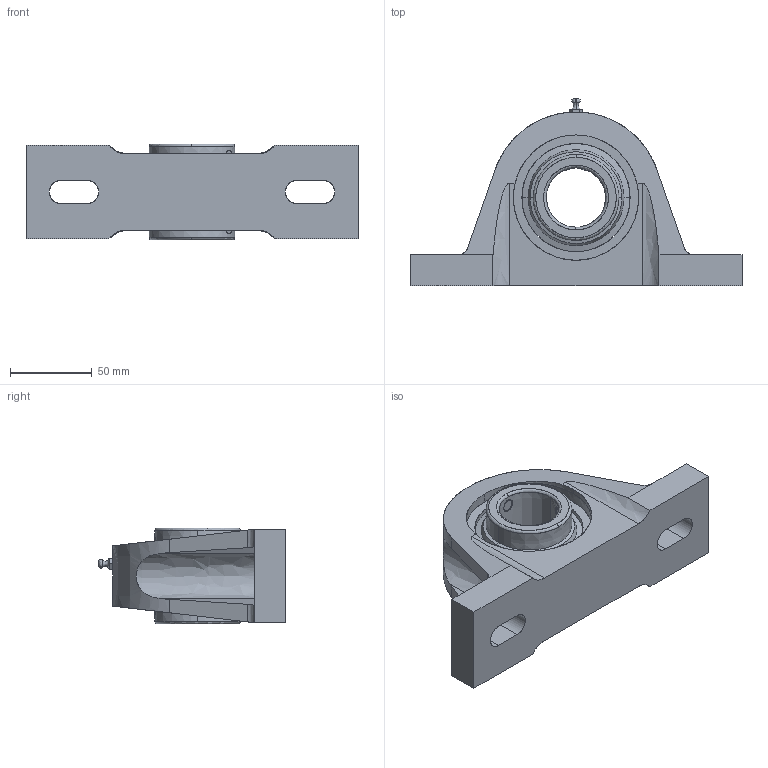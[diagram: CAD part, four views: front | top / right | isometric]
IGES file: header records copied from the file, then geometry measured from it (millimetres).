
Start section: SolidWorks IGES file using analytic representation for surfaces
Global section: file name: MPDEFAU02281712198333.igs; native system: SolidWorks 2008; preprocessor: SolidWorks 2008; author: partstream; date: 080228.171220; units: millimetre
Bounding box: 203.2 x 114.92 x 58.74 mm (x, y, z)
Surface area: 74380.1 mm2 (no closed solid volume)
Topology: 0 solids, 0 shells, 138 faces, 2675 edges, 2710 vertices
Faces by surface type: bspline 72, revolution 66
